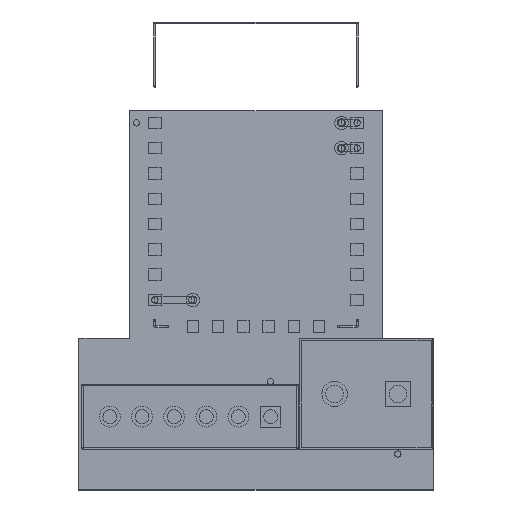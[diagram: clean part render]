
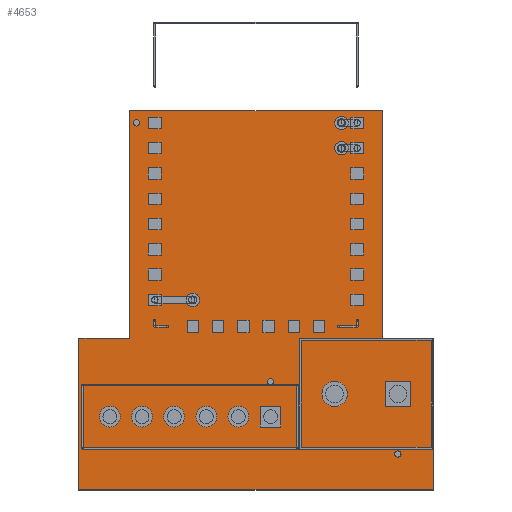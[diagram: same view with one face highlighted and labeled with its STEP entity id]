
A CAD part, top view. The second image highlights one B-rep face of the part: STEP entity #4653.
In plain terms, the highlighted planar face has unit normal (0, 0, 1).
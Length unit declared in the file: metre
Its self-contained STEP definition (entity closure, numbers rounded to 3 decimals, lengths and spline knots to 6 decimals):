
#4169 = EDGE_CURVE( '', #7762, #7763, #7764, .T. );
#4447 = EDGE_CURVE( '', #8217, #8065, #8218, .T. );
#4653 = ADVANCED_FACE( '', ( #8527 ), #8528, .F. );
#4985 = EDGE_CURVE( '', #8065, #9016, #9017, .T. );
#5025 = EDGE_CURVE( '', #9074, #9075, #9076, .T. );
#5039 = EDGE_CURVE( '', #9016, #9096, #9097, .T. );
#5405 = EDGE_CURVE( '', #9075, #8217, #9611, .T. );
#5615 = EDGE_CURVE( '', #7763, #9074, #9898, .T. );
#6411 = EDGE_CURVE( '', #9096, #7762, #10948, .T. );
#7762 = VERTEX_POINT( '', #11858 );
#7763 = VERTEX_POINT( '', #11859 );
#7764 = LINE( '', #11860, #11861 );
#8065 = VERTEX_POINT( '', #12258 );
#8217 = VERTEX_POINT( '', #12461 );
#8218 = LINE( '', #12462, #12463 );
#8527 = FACE_OUTER_BOUND( '', #12877, .T. );
#8528 = PLANE( '', #12878 );
#9016 = VERTEX_POINT( '', #13541 );
#9017 = LINE( '', #13542, #13543 );
#9074 = VERTEX_POINT( '', #13619 );
#9075 = VERTEX_POINT( '', #13620 );
#9076 = LINE( '', #13621, #13622 );
#9096 = VERTEX_POINT( '', #13644 );
#9097 = LINE( '', #13645, #13646 );
#9611 = LINE( '', #14360, #14361 );
#9898 = LINE( '', #14764, #14765 );
#10948 = LINE( '', #16226, #16227 );
#11858 = CARTESIAN_POINT( '', ( 0.024, 0.012, -0.000035 ) );
#11859 = CARTESIAN_POINT( '', ( 0.024, 0.03, -0.000035 ) );
#11860 = CARTESIAN_POINT( '', ( 0.024, 0.012, -0.000035 ) );
#11861 = VECTOR( '', #16998, 1. );
#12258 = CARTESIAN_POINT( '', ( 0., 0., -0.000035 ) );
#12461 = CARTESIAN_POINT( '', ( 0., 0.012, -0.000035 ) );
#12462 = CARTESIAN_POINT( '', ( 0., 0.012, -0.000035 ) );
#12463 = VECTOR( '', #17515, 1. );
#12877 = EDGE_LOOP( '', ( #17905, #17906, #17907, #17908, #17909, #17910, #17911, #17912 ) );
#12878 = AXIS2_PLACEMENT_3D( '', #17913, #17914, #17915 );
#13541 = CARTESIAN_POINT( '', ( 0.028, 0., -0.000035 ) );
#13542 = CARTESIAN_POINT( '', ( 0., 0., -0.000035 ) );
#13543 = VECTOR( '', #18504, 1. );
#13619 = CARTESIAN_POINT( '', ( 0.004, 0.03, -0.000035 ) );
#13620 = CARTESIAN_POINT( '', ( 0.004, 0.012, -0.000035 ) );
#13621 = CARTESIAN_POINT( '', ( 0.004, 0.03, -0.000035 ) );
#13622 = VECTOR( '', #18583, 1. );
#13644 = CARTESIAN_POINT( '', ( 0.028, 0.012, -0.000035 ) );
#13645 = CARTESIAN_POINT( '', ( 0.028, 0., -0.000035 ) );
#13646 = VECTOR( '', #18624, 1. );
#14360 = CARTESIAN_POINT( '', ( 0.004, 0.012, -0.000035 ) );
#14361 = VECTOR( '', #19291, 1. );
#14764 = CARTESIAN_POINT( '', ( 0.024, 0.03, -0.000035 ) );
#14765 = VECTOR( '', #19673, 1. );
#16226 = CARTESIAN_POINT( '', ( 0.028, 0.012, -0.000035 ) );
#16227 = VECTOR( '', #21131, 1. );
#16998 = DIRECTION( '', ( 0., 1., 0. ) );
#17515 = DIRECTION( '', ( 0., -1., 0. ) );
#17905 = ORIENTED_EDGE( '', *, *, #4985, .T. );
#17906 = ORIENTED_EDGE( '', *, *, #5039, .T. );
#17907 = ORIENTED_EDGE( '', *, *, #6411, .T. );
#17908 = ORIENTED_EDGE( '', *, *, #4169, .T. );
#17909 = ORIENTED_EDGE( '', *, *, #5615, .T. );
#17910 = ORIENTED_EDGE( '', *, *, #5025, .T. );
#17911 = ORIENTED_EDGE( '', *, *, #5405, .T. );
#17912 = ORIENTED_EDGE( '', *, *, #4447, .T. );
#17913 = CARTESIAN_POINT( '', ( 0., 0., -0.000035 ) );
#17914 = DIRECTION( '', ( 0., 0., -1. ) );
#17915 = DIRECTION( '', ( 0., -1., 0. ) );
#18504 = DIRECTION( '', ( 1., 0., 0. ) );
#18583 = DIRECTION( '', ( 0., -1., 0. ) );
#18624 = DIRECTION( '', ( 0., 1., 0. ) );
#19291 = DIRECTION( '', ( -1., 0., 0. ) );
#19673 = DIRECTION( '', ( -1., 0., 0. ) );
#21131 = DIRECTION( '', ( -1., 0., 0. ) );
